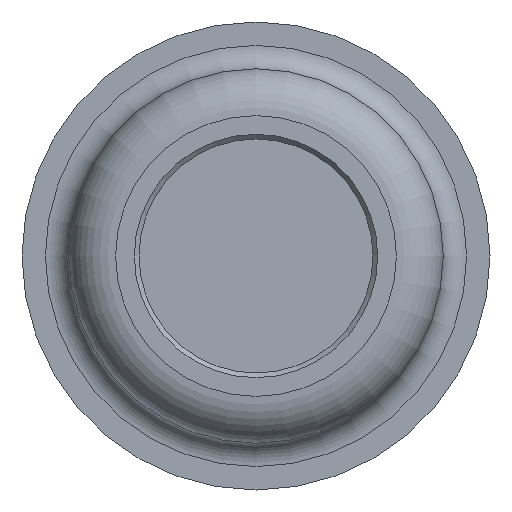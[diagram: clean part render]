
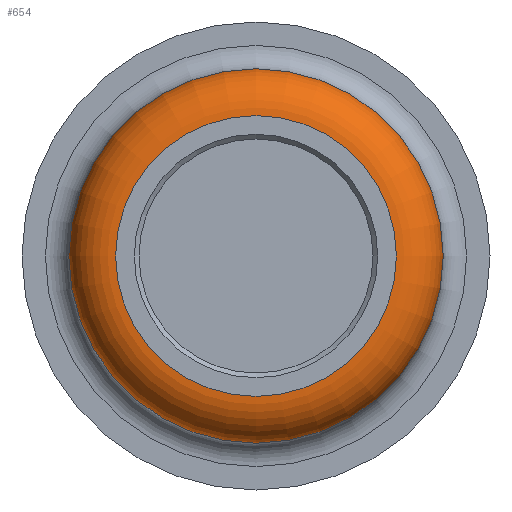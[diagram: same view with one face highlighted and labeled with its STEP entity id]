
A CAD part, left-side view. The second image highlights one B-rep face of the part: STEP entity #654.
In plain terms, the highlighted toroidal (fillet/blend) face has major radius 3 mm and minor radius 1 mm.
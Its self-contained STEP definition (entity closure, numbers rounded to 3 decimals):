
#101=CARTESIAN_POINT('',(0.,3.0,0.0));
#102=VERTEX_POINT('',#101);
#103=CARTESIAN_POINT('',(0.,0.,0.0));
#104=DIRECTION('',(1.0,0.0,0.0));
#105=DIRECTION('',(0.0,-1.0,0.0));
#106=AXIS2_PLACEMENT_3D('',#103,#104,#105);
#107=CIRCLE('',#106,3.0);
#108=EDGE_CURVE('',#102,#102,#107,.T.);
#635=CARTESIAN_POINT('',(1.,0.,0.0));
#636=DIRECTION('',(1.0,0.,0.0));
#637=DIRECTION('',(0.0,0.0,-1.0));
#638=AXIS2_PLACEMENT_3D('',#635,#636,#637);
#639=TOROIDAL_SURFACE('',#638,3.0,1.0);
#640=ORIENTED_EDGE('',*,*,#108,.T.);
#641=EDGE_LOOP('',(#640));
#642=FACE_OUTER_BOUND('',#641,.T.);
#643=CARTESIAN_POINT('',(1.0,4.0,0.));
#644=VERTEX_POINT('',#643);
#645=CARTESIAN_POINT('',(1.,0.,0.0));
#646=DIRECTION('',(-1.0,0.0,0.0));
#647=DIRECTION('',(0.0,-1.0,0.0));
#648=AXIS2_PLACEMENT_3D('',#645,#646,#647);
#649=CIRCLE('',#648,4.0);
#650=EDGE_CURVE('',#644,#644,#649,.T.);
#651=ORIENTED_EDGE('',*,*,#650,.T.);
#652=EDGE_LOOP('',(#651));
#653=FACE_BOUND('',#652,.T.);
#654=ADVANCED_FACE('',(#642,#653),#639,.T.);
